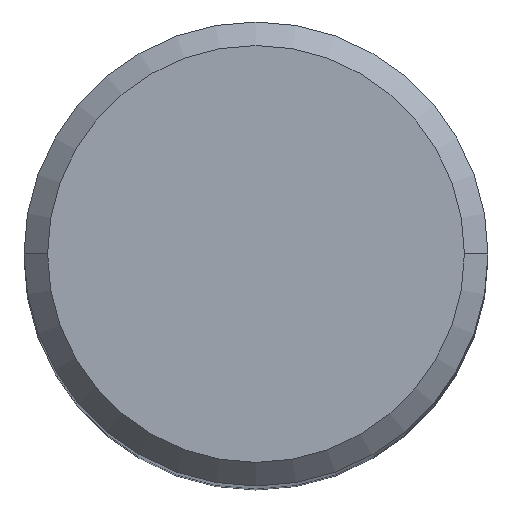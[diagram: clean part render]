
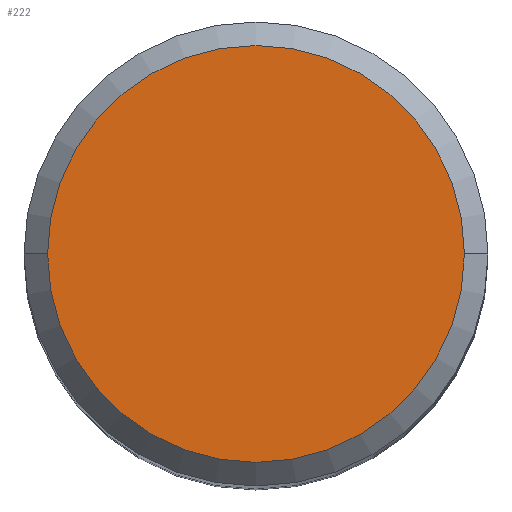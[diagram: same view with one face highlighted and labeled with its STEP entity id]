
A CAD part, top view. The second image highlights one B-rep face of the part: STEP entity #222.
In plain terms, the highlighted planar face has unit normal (0, 0, 1).
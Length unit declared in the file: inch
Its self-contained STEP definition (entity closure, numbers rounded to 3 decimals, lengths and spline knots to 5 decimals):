
#7 = CARTESIAN_POINT ( 'NONE',  ( 0.17685, 0., 0. ) ) ;
#33 = DIRECTION ( 'NONE',  ( 0., 0., -1. ) ) ;
#36 = AXIS2_PLACEMENT_3D ( 'NONE', #59, #296, #205 ) ;
#59 = CARTESIAN_POINT ( 'NONE',  ( 0., 0., 0. ) ) ;
#64 = CIRCLE ( 'NONE', #315, 0.17685 ) ;
#65 = CARTESIAN_POINT ( 'NONE',  ( 0., 0.17685, 0. ) ) ;
#72 = ORIENTED_EDGE ( 'NONE', *, *, #265, .T. ) ;
#76 = AXIS2_PLACEMENT_3D ( 'NONE', #65, #33, #152 ) ;
#86 = VERTEX_POINT ( 'NONE', #7 ) ;
#99 = EDGE_CURVE ( 'NONE', #86, #359, #131, .T. ) ;
#119 = CARTESIAN_POINT ( 'NONE',  ( -0.17685, 0., 0. ) ) ;
#131 = CIRCLE ( 'NONE', #36, 0.17685 ) ;
#143 = EDGE_LOOP ( 'NONE', ( #72, #362 ) ) ;
#152 = DIRECTION ( 'NONE',  ( -1., 0., 0. ) ) ;
#191 = CARTESIAN_POINT ( 'NONE',  ( 0., 0., 0. ) ) ;
#205 = DIRECTION ( 'NONE',  ( 1., 0., 0. ) ) ;
#222 = ADVANCED_FACE ( 'NONE', ( #344 ), #242, .F. ) ;
#242 = PLANE ( 'NONE',  #76 ) ;
#265 = EDGE_CURVE ( 'NONE', #359, #86, #64, .T. ) ;
#296 = DIRECTION ( 'NONE',  ( 0., 0., 1. ) ) ;
#303 = DIRECTION ( 'NONE',  ( 0., 0., 1. ) ) ;
#315 = AXIS2_PLACEMENT_3D ( 'NONE', #191, #303, #355 ) ;
#344 = FACE_OUTER_BOUND ( 'NONE', #143, .T. ) ;
#355 = DIRECTION ( 'NONE',  ( 1., 0., 0. ) ) ;
#359 = VERTEX_POINT ( 'NONE', #119 ) ;
#362 = ORIENTED_EDGE ( 'NONE', *, *, #99, .T. ) ;
